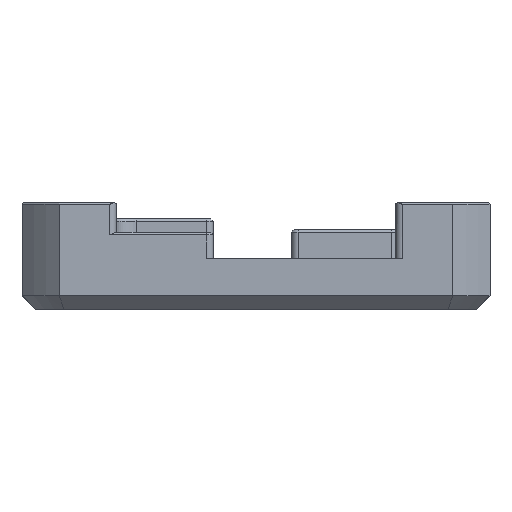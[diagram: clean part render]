
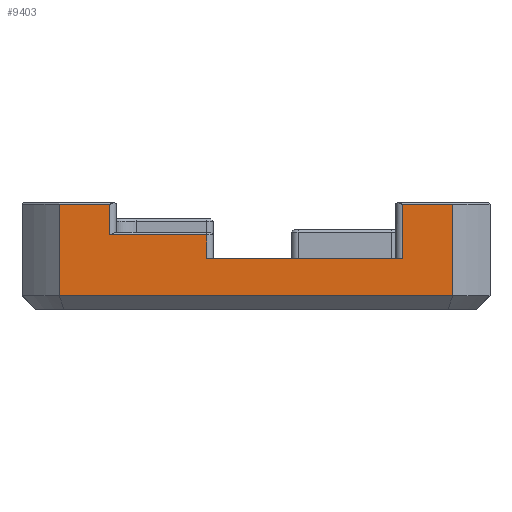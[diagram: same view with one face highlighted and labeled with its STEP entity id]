
A CAD part, left-side view. The second image highlights one B-rep face of the part: STEP entity #9403.
In plain terms, the highlighted planar face has unit normal (-1, 0, 0).
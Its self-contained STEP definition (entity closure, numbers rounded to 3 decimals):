
#637 = LINE ( 'NONE', #16770, #4138 ) ;
#840 = VECTOR ( 'NONE', #12989, 1000. ) ;
#954 = EDGE_CURVE ( 'NONE', #14875, #7211, #9389, .T. ) ;
#1082 = CARTESIAN_POINT ( 'NONE',  ( -17.6, -14.807, 15.6 ) ) ;
#1238 = CARTESIAN_POINT ( 'NONE',  ( -17.6, 14.807, 8.7 ) ) ;
#1288 = ORIENTED_EDGE ( 'NONE', *, *, #3006, .T. ) ;
#1360 = VECTOR ( 'NONE', #9058, 1000. ) ;
#1649 = CARTESIAN_POINT ( 'NONE',  ( -17.6, 3.707, 7.7 ) ) ;
#2165 = CARTESIAN_POINT ( 'NONE',  ( -17.6, -14.807, 8.7 ) ) ;
#2197 = LINE ( 'NONE', #7596, #840 ) ;
#2224 = ORIENTED_EDGE ( 'NONE', *, *, #7988, .F. ) ;
#2243 = EDGE_CURVE ( 'NONE', #12637, #3044, #637, .T. ) ;
#2334 = CARTESIAN_POINT ( 'NONE',  ( -17.6, -14.807, 8.7 ) ) ;
#2403 = PLANE ( 'NONE',  #5088 ) ;
#2488 = ORIENTED_EDGE ( 'NONE', *, *, #954, .T. ) ;
#2491 = CARTESIAN_POINT ( 'NONE',  ( -17.6, 11.018, 13.3 ) ) ;
#2794 = ORIENTED_EDGE ( 'NONE', *, *, #4615, .T. ) ;
#3006 = EDGE_CURVE ( 'NONE', #10923, #9202, #11233, .T. ) ;
#3028 = ORIENTED_EDGE ( 'NONE', *, *, #2243, .T. ) ;
#3044 = VERTEX_POINT ( 'NONE', #7167 ) ;
#3451 = CARTESIAN_POINT ( 'NONE',  ( -17.6, 14.807, 7.7 ) ) ;
#3762 = LINE ( 'NONE', #17479, #7934 ) ;
#3828 = DIRECTION ( 'NONE',  ( 0., 1., 0. ) ) ;
#3983 = DIRECTION ( 'NONE',  ( 1., 0., 0. ) ) ;
#3990 = CARTESIAN_POINT ( 'NONE',  ( -17.6, -14.807, 15.6 ) ) ;
#4138 = VECTOR ( 'NONE', #16859, 1000. ) ;
#4615 = EDGE_CURVE ( 'NONE', #6319, #14875, #7149, .T. ) ;
#4675 = CARTESIAN_POINT ( 'NONE',  ( -17.6, -14.807, 15.6 ) ) ;
#4978 = CARTESIAN_POINT ( 'NONE',  ( -17.6, -14.807, 11.5 ) ) ;
#5088 = AXIS2_PLACEMENT_3D ( 'NONE', #17285, #3983, #17103 ) ;
#5105 = CARTESIAN_POINT ( 'NONE',  ( -17.6, 11.018, 15.6 ) ) ;
#5771 = VERTEX_POINT ( 'NONE', #1238 ) ;
#6319 = VERTEX_POINT ( 'NONE', #13547 ) ;
#6545 = CARTESIAN_POINT ( 'NONE',  ( -17.6, 3.707, 13.3 ) ) ;
#6725 = FACE_OUTER_BOUND ( 'NONE', #7940, .T. ) ;
#7149 = LINE ( 'NONE', #1649, #9038 ) ;
#7167 = CARTESIAN_POINT ( 'NONE',  ( -17.6, -11.018, 11.5 ) ) ;
#7211 = VERTEX_POINT ( 'NONE', #8562 ) ;
#7596 = CARTESIAN_POINT ( 'NONE',  ( -17.6, -14.807, 7.7 ) ) ;
#7827 = ORIENTED_EDGE ( 'NONE', *, *, #12393, .T. ) ;
#7934 = VECTOR ( 'NONE', #9157, 1000. ) ;
#7940 = EDGE_LOOP ( 'NONE', ( #2794, #2488, #7827, #1288, #8450, #11902, #11673, #9062, #3028, #2224 ) ) ;
#7988 = EDGE_CURVE ( 'NONE', #6319, #3044, #17122, .T. ) ;
#8450 = ORIENTED_EDGE ( 'NONE', *, *, #10353, .F. ) ;
#8562 = CARTESIAN_POINT ( 'NONE',  ( -17.6, 11.018, 13.3 ) ) ;
#8850 = DIRECTION ( 'NONE',  ( 0., 0., 1. ) ) ;
#8924 = EDGE_CURVE ( 'NONE', #5771, #17220, #14282, .T. ) ;
#9038 = VECTOR ( 'NONE', #16443, 1000. ) ;
#9058 = DIRECTION ( 'NONE',  ( 0., -1., 0. ) ) ;
#9062 = ORIENTED_EDGE ( 'NONE', *, *, #17280, .T. ) ;
#9125 = DIRECTION ( 'NONE',  ( 0., 1., 0. ) ) ;
#9157 = DIRECTION ( 'NONE',  ( 0., 0., 1. ) ) ;
#9182 = VECTOR ( 'NONE', #9125, 1000. ) ;
#9202 = VERTEX_POINT ( 'NONE', #11614 ) ;
#9389 = LINE ( 'NONE', #2491, #9182 ) ;
#9403 = ADVANCED_FACE ( 'NONE', ( #6725 ), #2403, .F. ) ;
#10353 = EDGE_CURVE ( 'NONE', #5771, #9202, #15602, .T. ) ;
#10923 = VERTEX_POINT ( 'NONE', #5105 ) ;
#11233 = LINE ( 'NONE', #4675, #16343 ) ;
#11614 = CARTESIAN_POINT ( 'NONE',  ( -17.6, 14.807, 15.6 ) ) ;
#11673 = ORIENTED_EDGE ( 'NONE', *, *, #11981, .T. ) ;
#11813 = VERTEX_POINT ( 'NONE', #3990 ) ;
#11902 = ORIENTED_EDGE ( 'NONE', *, *, #8924, .T. ) ;
#11981 = EDGE_CURVE ( 'NONE', #17220, #11813, #2197, .T. ) ;
#12393 = EDGE_CURVE ( 'NONE', #7211, #10923, #3762, .T. ) ;
#12415 = VECTOR ( 'NONE', #14106, 1000. ) ;
#12560 = VECTOR ( 'NONE', #3828, 1000. ) ;
#12637 = VERTEX_POINT ( 'NONE', #15257 ) ;
#12937 = VECTOR ( 'NONE', #8850, 1000. ) ;
#12989 = DIRECTION ( 'NONE',  ( 0., 0., 1. ) ) ;
#13301 = LINE ( 'NONE', #1082, #12560 ) ;
#13547 = CARTESIAN_POINT ( 'NONE',  ( -17.6, 3.707, 11.5 ) ) ;
#14106 = DIRECTION ( 'NONE',  ( 0., -1., 0. ) ) ;
#14282 = LINE ( 'NONE', #2165, #12415 ) ;
#14875 = VERTEX_POINT ( 'NONE', #6545 ) ;
#15257 = CARTESIAN_POINT ( 'NONE',  ( -17.6, -11.018, 15.6 ) ) ;
#15405 = DIRECTION ( 'NONE',  ( 0., 1., 0. ) ) ;
#15602 = LINE ( 'NONE', #3451, #12937 ) ;
#16343 = VECTOR ( 'NONE', #15405, 1000. ) ;
#16443 = DIRECTION ( 'NONE',  ( 0., 0., 1. ) ) ;
#16770 = CARTESIAN_POINT ( 'NONE',  ( -17.6, -11.018, 11.5 ) ) ;
#16859 = DIRECTION ( 'NONE',  ( 0., 0., -1. ) ) ;
#17103 = DIRECTION ( 'NONE',  ( 0., 1., 0. ) ) ;
#17122 = LINE ( 'NONE', #4978, #1360 ) ;
#17220 = VERTEX_POINT ( 'NONE', #2334 ) ;
#17280 = EDGE_CURVE ( 'NONE', #11813, #12637, #13301, .T. ) ;
#17285 = CARTESIAN_POINT ( 'NONE',  ( -17.6, -14.807, 7.7 ) ) ;
#17479 = CARTESIAN_POINT ( 'NONE',  ( -17.6, 11.018, 15.6 ) ) ;
